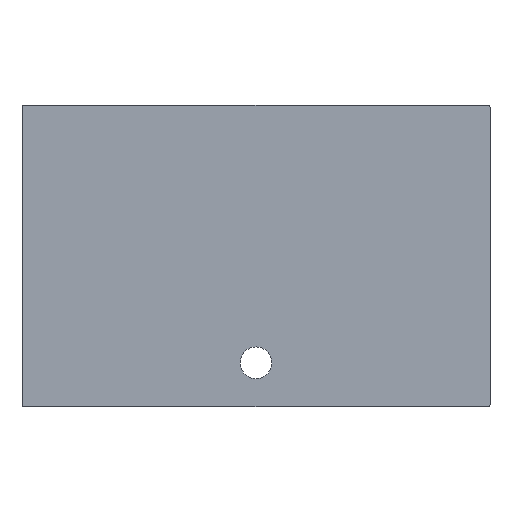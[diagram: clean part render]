
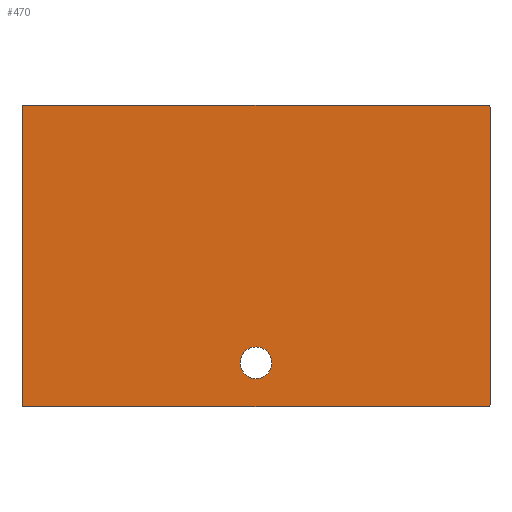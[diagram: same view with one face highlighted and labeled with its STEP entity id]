
A CAD part, front view. The second image highlights one B-rep face of the part: STEP entity #470.
In plain terms, the highlighted planar face has unit normal (0, -1, 0).
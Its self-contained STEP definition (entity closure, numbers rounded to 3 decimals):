
#2 = DIRECTION ( 'NONE',  ( 0., 0., 1. ) ) ;
#19 = ORIENTED_EDGE ( 'NONE', *, *, #64, .T. ) ;
#45 = ORIENTED_EDGE ( 'NONE', *, *, #1883, .T. ) ;
#50 = CARTESIAN_POINT ( 'NONE',  ( 695.911, -26., -450.908 ) ) ;
#58 =( BOUNDED_CURVE ( )  B_SPLINE_CURVE ( 3, ( #461, #420, #292, #1350 ),
 .UNSPECIFIED., .F., .T. ) 
 B_SPLINE_CURVE_WITH_KNOTS ( ( 4, 4 ),
 ( 2.357, 3.926 ),
 .UNSPECIFIED. ) 
 CURVE ( )  GEOMETRIC_REPRESENTATION_ITEM ( )  RATIONAL_B_SPLINE_CURVE ( ( 1., 0.805, 0.805, 1. ) ) 
 REPRESENTATION_ITEM ( '' )  );
#64 = EDGE_CURVE ( 'NONE', #758, #1168, #1046, .T. ) ;
#77 = FACE_BOUND ( 'NONE', #808, .T. ) ;
#95 = EDGE_CURVE ( 'NONE', #1706, #662, #1593, .T. ) ;
#103 = CARTESIAN_POINT ( 'NONE',  ( -695.911, -26., 450.908 ) ) ;
#237 = CARTESIAN_POINT ( 'NONE',  ( 0., -26., -450.908 ) ) ;
#263 = ORIENTED_EDGE ( 'NONE', *, *, #692, .F. ) ;
#270 = CARTESIAN_POINT ( 'NONE',  ( 700.908, -26., 448.839 ) ) ;
#284 = ORIENTED_EDGE ( 'NONE', *, *, #521, .T. ) ;
#292 = CARTESIAN_POINT ( 'NONE',  ( -698.839, -26., -450.908 ) ) ;
#298 = CARTESIAN_POINT ( 'NONE',  ( -700.908, -26., 445.911 ) ) ;
#327 = CARTESIAN_POINT ( 'NONE',  ( -695.911, -26., -450.908 ) ) ;
#369 = CARTESIAN_POINT ( 'NONE',  ( 700.908, -26., 0. ) ) ;
#371 = CARTESIAN_POINT ( 'NONE',  ( 700.908, -26., -448.839 ) ) ;
#384 = EDGE_CURVE ( 'NONE', #758, #504, #564, .T. ) ;
#394 = VERTEX_POINT ( 'NONE', #964 ) ;
#402 = DIRECTION ( 'NONE',  ( 0., 0., 1. ) ) ;
#403 =( BOUNDED_CURVE ( )  B_SPLINE_CURVE ( 3, ( #50, #1852, #371, #1861 ),
 .UNSPECIFIED., .F., .F. ) 
 B_SPLINE_CURVE_WITH_KNOTS ( ( 4, 4 ),
 ( 2.357, 3.926 ),
 .UNSPECIFIED. ) 
 CURVE ( )  GEOMETRIC_REPRESENTATION_ITEM ( )  RATIONAL_B_SPLINE_CURVE ( ( 1., 0.805, 0.805, 1. ) ) 
 REPRESENTATION_ITEM ( '' )  );
#407 = CARTESIAN_POINT ( 'NONE',  ( 698.839, -26., 450.908 ) ) ;
#419 = ORIENTED_EDGE ( 'NONE', *, *, #1632, .T. ) ;
#420 = CARTESIAN_POINT ( 'NONE',  ( -700.908, -26., -448.839 ) ) ;
#438 = DIRECTION ( 'NONE',  ( 0., 1., 0. ) ) ;
#449 = PLANE ( 'NONE',  #1569 ) ;
#461 = CARTESIAN_POINT ( 'NONE',  ( -700.908, -26., -445.911 ) ) ;
#470 = ADVANCED_FACE ( 'NONE', ( #77, #1524 ), #449, .F. ) ;
#499 = ORIENTED_EDGE ( 'NONE', *, *, #95, .F. ) ;
#504 = VERTEX_POINT ( 'NONE', #1656 ) ;
#521 = EDGE_CURVE ( 'NONE', #894, #394, #1410, .T. ) ;
#524 = LINE ( 'NONE', #237, #1182 ) ;
#535 = ORIENTED_EDGE ( 'NONE', *, *, #384, .F. ) ;
#564 = LINE ( 'NONE', #369, #1720 ) ;
#609 = CIRCLE ( 'NONE', #660, 47.5 ) ;
#610 = VERTEX_POINT ( 'NONE', #327 ) ;
#660 = AXIS2_PLACEMENT_3D ( 'NONE', #1005, #867, #854 ) ;
#662 = VERTEX_POINT ( 'NONE', #298 ) ;
#692 = EDGE_CURVE ( 'NONE', #1729, #1168, #1327, .T. ) ;
#756 = DIRECTION ( 'NONE',  ( 0., 1., 0. ) ) ;
#758 = VERTEX_POINT ( 'NONE', #796 ) ;
#796 = CARTESIAN_POINT ( 'NONE',  ( 700.908, -26., 445.911 ) ) ;
#808 = EDGE_LOOP ( 'NONE', ( #1115, #284 ) ) ;
#820 = DIRECTION ( 'NONE',  ( 0., 0., -1. ) ) ;
#854 = DIRECTION ( 'NONE',  ( 0., 0., 1. ) ) ;
#867 = DIRECTION ( 'NONE',  ( 0., 1., 0. ) ) ;
#886 = CARTESIAN_POINT ( 'NONE',  ( -700.908, -26., -445.911 ) ) ;
#890 = CARTESIAN_POINT ( 'NONE',  ( -700.908, -26., 445.911 ) ) ;
#894 = VERTEX_POINT ( 'NONE', #1080 ) ;
#918 = CARTESIAN_POINT ( 'NONE',  ( -695.911, -26., 450.908 ) ) ;
#964 = CARTESIAN_POINT ( 'NONE',  ( 0., -26., -272.5 ) ) ;
#995 = EDGE_CURVE ( 'NONE', #1460, #610, #524, .T. ) ;
#1004 = CARTESIAN_POINT ( 'NONE',  ( -700.908, -26., 0. ) ) ;
#1005 = CARTESIAN_POINT ( 'NONE',  ( 0., -26., -320. ) ) ;
#1042 = CARTESIAN_POINT ( 'NONE',  ( 0., -26., 0. ) ) ;
#1046 =( BOUNDED_CURVE ( )  B_SPLINE_CURVE ( 3, ( #1306, #270, #407, #1903 ),
 .UNSPECIFIED., .F., .F. ) 
 B_SPLINE_CURVE_WITH_KNOTS ( ( 4, 4 ),
 ( 2.357, 3.926 ),
 .UNSPECIFIED. ) 
 CURVE ( )  GEOMETRIC_REPRESENTATION_ITEM ( )  RATIONAL_B_SPLINE_CURVE ( ( 1., 0.805, 0.805, 1. ) ) 
 REPRESENTATION_ITEM ( '' )  );
#1080 = CARTESIAN_POINT ( 'NONE',  ( 0., -26., -367.5 ) ) ;
#1115 = ORIENTED_EDGE ( 'NONE', *, *, #1834, .T. ) ;
#1124 = EDGE_CURVE ( 'NONE', #1460, #504, #403, .T. ) ;
#1133 = ORIENTED_EDGE ( 'NONE', *, *, #995, .F. ) ;
#1140 = CARTESIAN_POINT ( 'NONE',  ( -698.839, -26., 450.908 ) ) ;
#1168 = VERTEX_POINT ( 'NONE', #1260 ) ;
#1182 = VECTOR ( 'NONE', #1441, 1000. ) ;
#1187 = CARTESIAN_POINT ( 'NONE',  ( 0., -26., 450.908 ) ) ;
#1192 = VECTOR ( 'NONE', #402, 1000. ) ;
#1260 = CARTESIAN_POINT ( 'NONE',  ( 695.911, -26., 450.908 ) ) ;
#1268 = AXIS2_PLACEMENT_3D ( 'NONE', #1365, #438, #2 ) ;
#1291 = ORIENTED_EDGE ( 'NONE', *, *, #1124, .T. ) ;
#1306 = CARTESIAN_POINT ( 'NONE',  ( 700.908, -26., 445.911 ) ) ;
#1327 = LINE ( 'NONE', #1187, #1752 ) ;
#1341 = CARTESIAN_POINT ( 'NONE',  ( -700.908, -26., 448.839 ) ) ;
#1349 =( BOUNDED_CURVE ( )  B_SPLINE_CURVE ( 3, ( #103, #1140, #1341, #890 ),
 .UNSPECIFIED., .F., .F. ) 
 B_SPLINE_CURVE_WITH_KNOTS ( ( 4, 4 ),
 ( 2.357, 3.926 ),
 .UNSPECIFIED. ) 
 CURVE ( )  GEOMETRIC_REPRESENTATION_ITEM ( )  RATIONAL_B_SPLINE_CURVE ( ( 1., 0.805, 0.805, 1. ) ) 
 REPRESENTATION_ITEM ( '' )  );
#1350 = CARTESIAN_POINT ( 'NONE',  ( -695.911, -26., -450.908 ) ) ;
#1365 = CARTESIAN_POINT ( 'NONE',  ( 0., -26., -320. ) ) ;
#1410 = CIRCLE ( 'NONE', #1268, 47.5 ) ;
#1441 = DIRECTION ( 'NONE',  ( -1., 0., 0. ) ) ;
#1460 = VERTEX_POINT ( 'NONE', #1661 ) ;
#1524 = FACE_OUTER_BOUND ( 'NONE', #1758, .T. ) ;
#1550 = DIRECTION ( 'NONE',  ( 1., 0., 0. ) ) ;
#1569 = AXIS2_PLACEMENT_3D ( 'NONE', #1042, #756, #1800 ) ;
#1593 = LINE ( 'NONE', #1004, #1192 ) ;
#1632 = EDGE_CURVE ( 'NONE', #1706, #610, #58, .T. ) ;
#1656 = CARTESIAN_POINT ( 'NONE',  ( 700.908, -26., -445.911 ) ) ;
#1661 = CARTESIAN_POINT ( 'NONE',  ( 695.911, -26., -450.908 ) ) ;
#1706 = VERTEX_POINT ( 'NONE', #886 ) ;
#1720 = VECTOR ( 'NONE', #820, 1000. ) ;
#1729 = VERTEX_POINT ( 'NONE', #918 ) ;
#1752 = VECTOR ( 'NONE', #1550, 1000. ) ;
#1758 = EDGE_LOOP ( 'NONE', ( #499, #419, #1133, #1291, #535, #19, #263, #45 ) ) ;
#1800 = DIRECTION ( 'NONE',  ( 0., 0., 1. ) ) ;
#1834 = EDGE_CURVE ( 'NONE', #394, #894, #609, .T. ) ;
#1852 = CARTESIAN_POINT ( 'NONE',  ( 698.839, -26., -450.908 ) ) ;
#1861 = CARTESIAN_POINT ( 'NONE',  ( 700.908, -26., -445.911 ) ) ;
#1883 = EDGE_CURVE ( 'NONE', #1729, #662, #1349, .T. ) ;
#1903 = CARTESIAN_POINT ( 'NONE',  ( 695.911, -26., 450.908 ) ) ;
